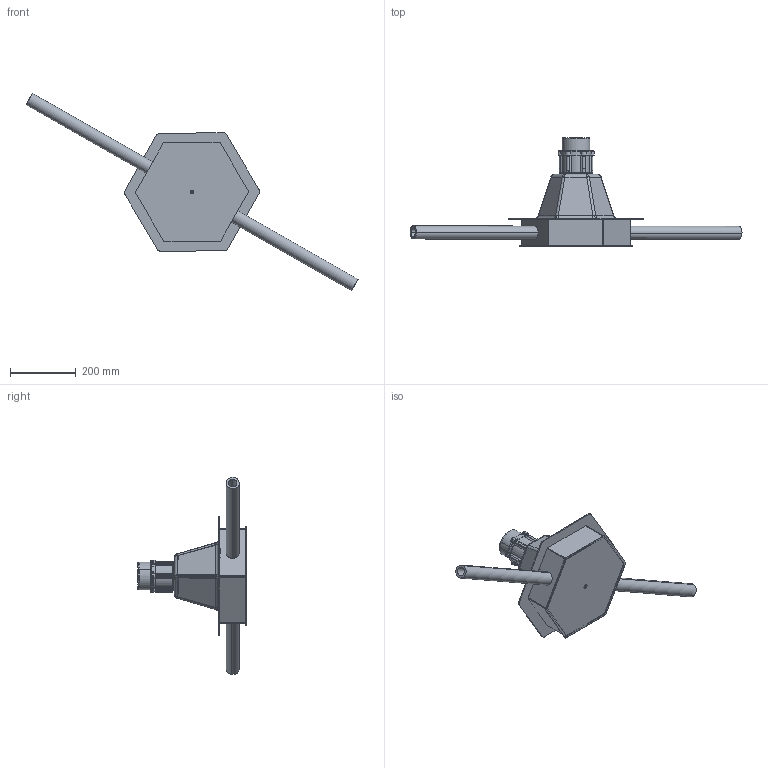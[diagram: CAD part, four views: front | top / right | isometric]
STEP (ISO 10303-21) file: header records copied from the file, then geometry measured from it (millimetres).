
FILE_DESCRIPTION (( 'STEP AP214' ), '1' );
FILE_NAME ('Ñáîðêà íà áåòîí.STEP', '2018-02-25T16:25:23', ( '' ), ( '' ), 'SwSTEP 2.0', 'SolidWorks 2018', '' );
FILE_SCHEMA (( 'AUTOMOTIVE_DESIGN' ));
Length unit declared in the file: millimetre
Products named in the file (23): ﾒ矜; ﾎ魵瑙韃; Ñáîðêà ïèðàìèäû áàéîíåò; Ñåãìåíò êîëîäöà 2; Ñáîðêà ôîíàðÿ áàéîíåò; 扻翴膷闉 櫡櫡 栖闉罻; Ñáîðêà íà áåòîí; 膰翴膷闉 櫡櫡; 扻翴膷闉 憵憵 栖闉罻 1; êîíåêòîð çàæèì; êîíåêòîð ìàìà çàù¸ëêà; 膰翴膷闉 憵憵; 砎鍒鍱 25; ãàéêà ïîä ïðîâîäà çàæèìíàÿ; Âòóëêà áàéîíåò; socket button head cap screw_am_B18.3.4M - 4 x 0.7 x 16 SBHCS --N; 婜縺蹞; LLC-AC-D2; LLC-AC-U1; 凎賥縺_3; Êîðïóñ ë.õâîñò; 矧譇擯魡_(yellow); Óõî
Assembly tree (44 placements, depth 5):
  Ñáîðêà íà áåòîí
    Ñåãìåíò êîëîäöà 2  x2
    ﾎ魵瑙韃
    Óõî  x3
    Ñáîðêà ïèðàìèäû áàéîíåò
      矧譇擯魡_(yellow)
      Ñáîðêà ôîíàðÿ áàéîíåò
        Êîðïóñ ë.õâîñò
        凎賥縺_3  x3
        LLC-AC-U1
        LLC-AC-D2
        婜縺蹞
        socket button head cap screw_am_B18.3.4M - 4 x 0.7 x 16 SBHCS --N  x12
        Âòóëêà áàéîíåò  x3
        ãàéêà ïîä ïðîâîäà çàæèìíàÿ  x2
        砎鍒鍱 25  x2
        扻翴膷闉 憵憵 栖闉罻 1
          膰翴膷闉 憵憵
          êîíåêòîð ìàìà çàù¸ëêà
          êîíåêòîð çàæèì
        扻翴膷闉 櫡櫡 栖闉罻
          膰翴膷闉 櫡櫡
          êîíåêòîð çàæèì
    ﾒ矜  x2
Bounding box: 1013.03 x 331 x 601.46 mm (x, y, z)
Volume: 1708518.9 mm3; surface area: 1005606 mm2
Topology: 40 solids, 40 shells, 1507 faces, 3830 edges, 2419 vertices
Faces by surface type: cylinder 669, plane 620, torus 84, cone 54, bspline 54, sphere 26
Entity records: 32987 total; most frequent: CARTESIAN_POINT 7065, DIRECTION 5417, ORIENTED_EDGE 4976, EDGE_CURVE 2488, AXIS2_PLACEMENT_3D 2073, VERTEX_POINT 1599, VECTOR 1271, LINE 1271
